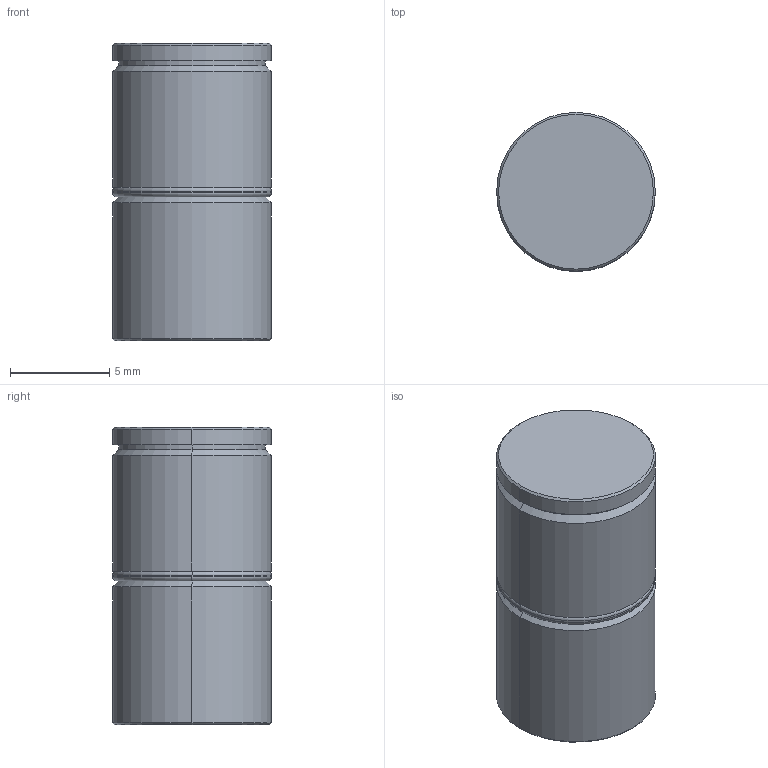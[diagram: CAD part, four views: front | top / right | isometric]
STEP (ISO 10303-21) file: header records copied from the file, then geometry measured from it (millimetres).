
FILE_DESCRIPTION (( 'STEP AP203' ), '1' );
FILE_NAME ('0cb7.STEP', '2024-03-18T12:47:33', ( '' ), ( '' ), 'SwSTEP 2.0', 'SolidWorks 2019', '' );
FILE_SCHEMA (( 'CONFIG_CONTROL_DESIGN' ));
Length unit declared in the file: millimetre
Products named in the file (1): 0cb7
Bounding box: 8 x 8 x 15 mm (x, y, z)
Volume: 737.1 mm3; surface area: 620.9 mm2
Topology: 2 solids, 2 shells, 43 faces, 86 edges, 50 vertices
Faces by surface type: plane 19, cylinder 12, cone 8, torus 4
Entity records: 1175 total; most frequent: DIRECTION 210, CARTESIAN_POINT 180, ORIENTED_EDGE 172, EDGE_CURVE 86, AXIS2_PLACEMENT_3D 80, VERTEX_POINT 50, VECTOR 50, LINE 50
